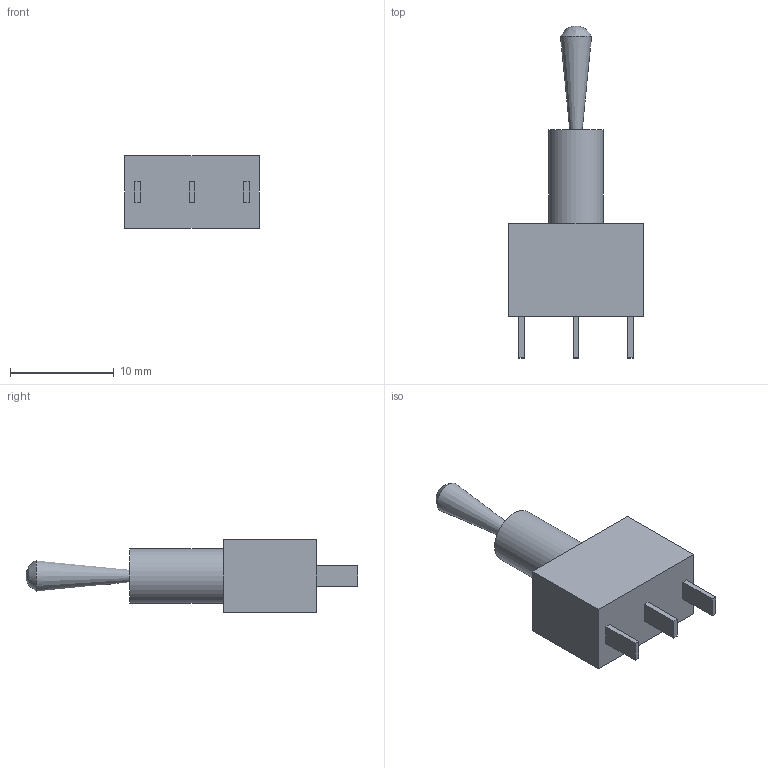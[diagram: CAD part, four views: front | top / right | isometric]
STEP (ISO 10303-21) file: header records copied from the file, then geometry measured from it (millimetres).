
FILE_DESCRIPTION(/* description */ (''),/* implementation_level */ '2;1');
FILE_NAME(/* name */ 'switch-mockup.stp',/* time_stamp */ '2024-04-22T23:04:14+08:00',/* author */ ('Toby'),/* organization */ (''),/* preprocessor_version */ 'ST-DEVELOPER v18.1',/* originating_system */ 'Autodesk Inventor 2021',/* authorisation */ '');
FILE_SCHEMA (('AUTOMOTIVE_DESIGN { 1 0 10303 214 3 1 1 }'));
Length unit declared in the file: millimetre
Products named in the file (1): switch-mockup
Bounding box: 13 x 32 x 7 mm (x, y, z)
Volume: 1066.7 mm3; surface area: 820.6 mm2
Topology: 1 solids, 1 shells, 25 faces, 61 edges, 42 vertices
Faces by surface type: plane 22, bspline 1, cone 1, cylinder 1
Full cylindrical faces by diameter (mm): 5.3 x1
Entity records: 795 total; most frequent: CARTESIAN_POINT 154, ORIENTED_EDGE 120, DIRECTION 120, EDGE_CURVE 60, LINE 50, VECTOR 50, VERTEX_POINT 42, AXIS2_PLACEMENT_3D 35
